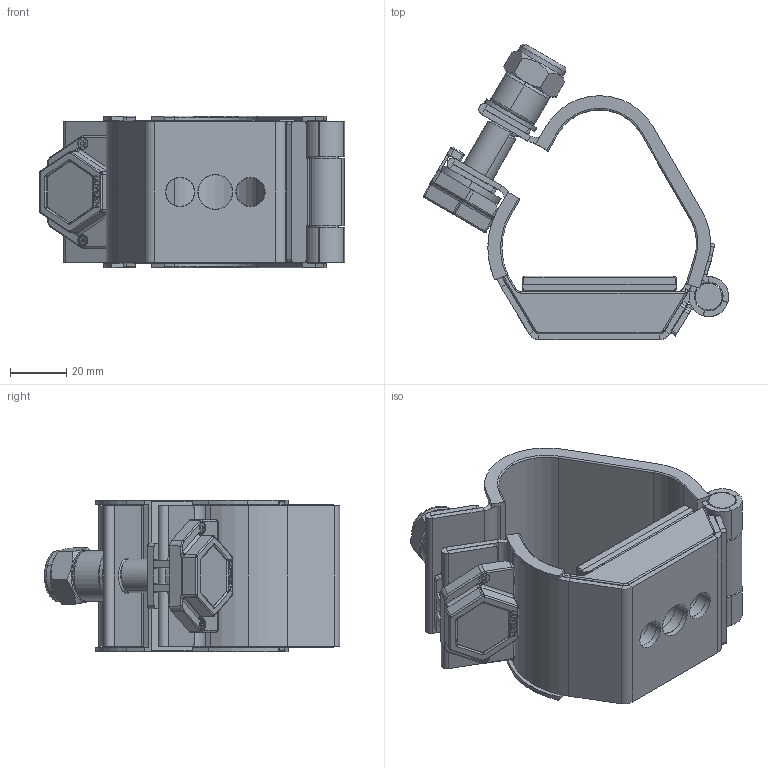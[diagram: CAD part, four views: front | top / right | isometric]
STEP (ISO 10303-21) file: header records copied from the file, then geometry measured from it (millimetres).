
FILE_DESCRIPTION (( 'STEP AP214' ), '1' );
FILE_NAME ('HDSS030035.STEP', '2017-07-07T08:18:03', ( '' ), ( '' ), 'SwSTEP 2.0', 'SolidWorks 2017', '' );
FILE_SCHEMA (( 'AUTOMOTIVE_DESIGN' ));
Length unit declared in the file: millimetre
Products named in the file (13): WASHER_M12 FORM A WASHER; NUT SPACER_M12; HDSS BOOSTER 23-38_23-38; Sovereign Arm Liner_30-35; Sovereign Base Liner_30-35; WASHER_M10; NYLOC NUT_M12; BOLT_M12 x 55; M12 bolt head retainer; 316L HINGE PIN; Sovereign Arm_30-35; Sovereign Base_30-35; HDSS030035
Assembly tree (12 placements, depth 2):
  HDSS030035
    Sovereign Base_30-35
    Sovereign Arm_30-35
    316L HINGE PIN
    M12 bolt head retainer
    BOLT_M12 x 55
    NYLOC NUT_M12
    WASHER_M10
    Sovereign Base Liner_30-35
    Sovereign Arm Liner_30-35
    HDSS BOOSTER 23-38_23-38
    NUT SPACER_M12
    WASHER_M12 FORM A WASHER
Bounding box: 108.56 x 105.01 x 54 mm (x, y, z)
Volume: 108376.2 mm3; surface area: 90031.6 mm2
Topology: 12 solids, 12 shells, 1914 faces, 4834 edges, 2966 vertices
Faces by surface type: plane 760, cylinder 546, bspline 465, torus 68, cone 41, sphere 34
Entity records: 77962 total; most frequent: CARTESIAN_POINT 35256, ORIENTED_EDGE 9544, DIRECTION 7642, EDGE_CURVE 4772, VERTEX_POINT 2966, LINE 2580, VECTOR 2580, AXIS2_PLACEMENT_3D 2531
